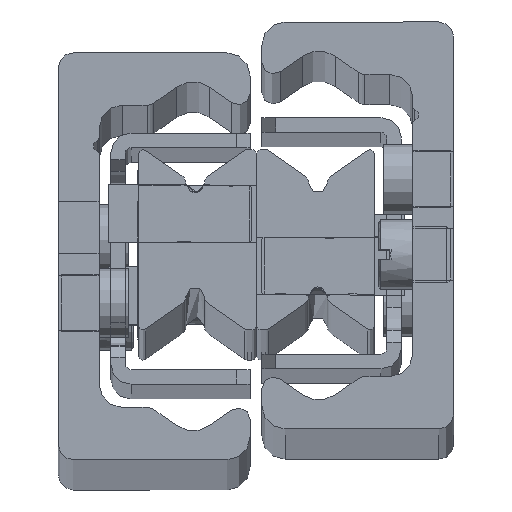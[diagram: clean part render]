
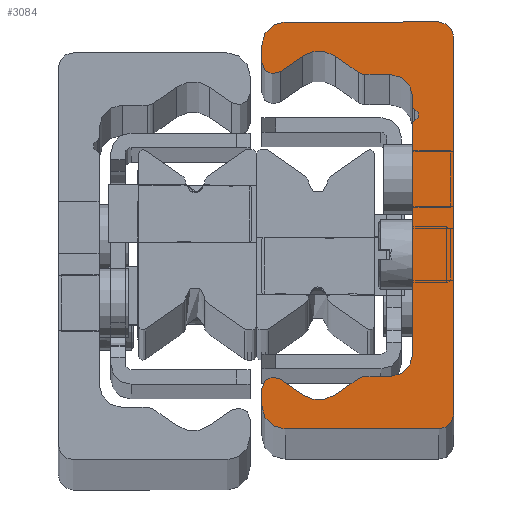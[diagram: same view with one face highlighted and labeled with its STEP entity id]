
A CAD part, top view. The second image highlights one B-rep face of the part: STEP entity #3084.
In plain terms, the highlighted face is planar.
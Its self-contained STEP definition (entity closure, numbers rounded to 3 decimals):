
#2029=CARTESIAN_POINT('',(-0.001,1.3,0.0));
#2030=VERTEX_POINT('',#2029);
#2037=CARTESIAN_POINT('',(1.299,0.,0.0));
#2038=VERTEX_POINT('',#2037);
#2039=CARTESIAN_POINT('',(1.299,1.3,0.0));
#2040=DIRECTION('',(0.0,0.0,1.0));
#2041=DIRECTION('',(-1.0,0.0,0.0));
#2042=AXIS2_PLACEMENT_3D('',#2039,#2040,#2041);
#2043=CIRCLE('',#2042,1.3);
#2044=EDGE_CURVE('',#2030,#2038,#2043,.T.);
#2068=CARTESIAN_POINT('',(-0.001,33.7,0.0));
#2069=VERTEX_POINT('',#2068);
#2076=CARTESIAN_POINT('',(-0.001,33.7,0.0));
#2077=DIRECTION('',(0.0,-1.0,0.0));
#2078=VECTOR('',#2077,32.4);
#2079=LINE('',#2076,#2078);
#2080=EDGE_CURVE('',#2069,#2030,#2079,.T.);
#2169=CARTESIAN_POINT('',(1.299,35.0,0.0));
#2170=VERTEX_POINT('',#2169);
#2177=CARTESIAN_POINT('',(1.299,33.7,0.0));
#2178=DIRECTION('',(0.0,0.0,1.0));
#2179=DIRECTION('',(0.0,1.0,0.0));
#2180=AXIS2_PLACEMENT_3D('',#2177,#2178,#2179);
#2181=CIRCLE('',#2180,1.3);
#2182=EDGE_CURVE('',#2170,#2069,#2181,.T.);
#2201=CARTESIAN_POINT('',(14.499,35.0,0.0));
#2202=VERTEX_POINT('',#2201);
#2209=CARTESIAN_POINT('',(14.499,35.0,0.0));
#2210=DIRECTION('',(-1.0,0.0,0.0));
#2211=VECTOR('',#2210,13.2);
#2212=LINE('',#2209,#2211);
#2213=EDGE_CURVE('',#2202,#2170,#2212,.T.);
#2233=CARTESIAN_POINT('',(16.499,33.0,0.0));
#2234=VERTEX_POINT('',#2233);
#2241=CARTESIAN_POINT('',(14.499,33.0,0.0));
#2242=DIRECTION('',(0.0,0.0,1.0));
#2243=DIRECTION('',(1.0,0.0,0.0));
#2244=AXIS2_PLACEMENT_3D('',#2241,#2242,#2243);
#2245=CIRCLE('',#2244,2.0);
#2246=EDGE_CURVE('',#2234,#2202,#2245,.T.);
#2265=CARTESIAN_POINT('',(16.499,31.542,0.0));
#2266=VERTEX_POINT('',#2265);
#2273=CARTESIAN_POINT('',(16.499,31.542,0.0));
#2274=DIRECTION('',(0.0,1.0,0.0));
#2275=VECTOR('',#2274,1.458);
#2276=LINE('',#2273,#2275);
#2277=EDGE_CURVE('',#2266,#2234,#2276,.T.);
#2297=CARTESIAN_POINT('',(14.926,30.723,0.0));
#2298=VERTEX_POINT('',#2297);
#2305=CARTESIAN_POINT('',(15.499,31.542,0.0));
#2306=DIRECTION('',(0.0,0.0,1.0));
#2307=DIRECTION('',(-0.574,-0.819,0.0));
#2308=AXIS2_PLACEMENT_3D('',#2305,#2306,#2307);
#2309=CIRCLE('',#2308,1.);
#2310=EDGE_CURVE('',#2298,#2266,#2309,.T.);
#2329=CARTESIAN_POINT('',(13.033,32.048,0.0));
#2330=VERTEX_POINT('',#2329);
#2337=CARTESIAN_POINT('',(13.033,32.048,0.0));
#2338=DIRECTION('',(0.819,-0.574,0.0));
#2339=VECTOR('',#2338,2.31);
#2340=LINE('',#2337,#2339);
#2341=EDGE_CURVE('',#2330,#2298,#2340,.T.);
#2361=CARTESIAN_POINT('',(10.165,32.048,0.0));
#2362=VERTEX_POINT('',#2361);
#2369=CARTESIAN_POINT('',(11.599,30.0,0.0));
#2370=DIRECTION('',(0.0,0.0,-1.));
#2371=DIRECTION('',(-0.574,-0.819,0.0));
#2372=AXIS2_PLACEMENT_3D('',#2369,#2370,#2371);
#2373=CIRCLE('',#2372,2.5);
#2374=EDGE_CURVE('',#2362,#2330,#2373,.T.);
#2393=CARTESIAN_POINT('',(8.213,30.681,0.0));
#2394=VERTEX_POINT('',#2393);
#2401=CARTESIAN_POINT('',(8.213,30.681,0.0));
#2402=DIRECTION('',(0.819,0.574,0.0));
#2403=VECTOR('',#2402,2.383);
#2404=LINE('',#2401,#2403);
#2405=EDGE_CURVE('',#2394,#2362,#2404,.T.);
#2425=CARTESIAN_POINT('',(7.64,30.5,0.0));
#2426=VERTEX_POINT('',#2425);
#2433=CARTESIAN_POINT('',(7.64,31.5,0.0));
#2434=DIRECTION('',(0.0,0.0,1.0));
#2435=DIRECTION('',(0.0,-1.0,0.0));
#2436=AXIS2_PLACEMENT_3D('',#2433,#2434,#2435);
#2437=CIRCLE('',#2436,1.);
#2438=EDGE_CURVE('',#2426,#2394,#2437,.T.);
#2457=CARTESIAN_POINT('',(5.499,30.5,0.0));
#2458=VERTEX_POINT('',#2457);
#2465=CARTESIAN_POINT('',(5.499,30.5,0.0));
#2466=DIRECTION('',(1.0,0.0,0.0));
#2467=VECTOR('',#2466,2.14);
#2468=LINE('',#2465,#2467);
#2469=EDGE_CURVE('',#2458,#2426,#2468,.T.);
#2489=CARTESIAN_POINT('',(3.499,28.5,0.0));
#2490=VERTEX_POINT('',#2489);
#2497=CARTESIAN_POINT('',(5.499,28.5,0.0));
#2498=DIRECTION('',(0.0,0.0,-1.0));
#2499=DIRECTION('',(0.0,-1.0,0.0));
#2500=AXIS2_PLACEMENT_3D('',#2497,#2498,#2499);
#2501=CIRCLE('',#2500,2.0);
#2502=EDGE_CURVE('',#2490,#2458,#2501,.T.);
#2521=CARTESIAN_POINT('',(3.499,27.671,0.0));
#2522=VERTEX_POINT('',#2521);
#2529=CARTESIAN_POINT('',(3.499,27.671,0.0));
#2530=DIRECTION('',(0.0,1.0,0.0));
#2531=VECTOR('',#2530,0.829);
#2532=LINE('',#2529,#2531);
#2533=EDGE_CURVE('',#2522,#2490,#2532,.T.);
#2553=CARTESIAN_POINT('',(3.357,27.479,0.0));
#2554=VERTEX_POINT('',#2553);
#2561=CARTESIAN_POINT('',(3.299,27.671,0.0));
#2562=DIRECTION('',(0.0,0.0,1.0));
#2563=DIRECTION('',(0.286,-0.958,0.0));
#2564=AXIS2_PLACEMENT_3D('',#2561,#2562,#2563);
#2565=CIRCLE('',#2564,0.2);
#2566=EDGE_CURVE('',#2554,#2522,#2565,.T.);
#2586=CARTESIAN_POINT('',(3.357,26.521,0.0));
#2587=VERTEX_POINT('',#2586);
#2594=CARTESIAN_POINT('',(3.499,27.0,0.0));
#2595=DIRECTION('',(0.0,0.0,-1.));
#2596=DIRECTION('',(0.286,-0.958,0.0));
#2597=AXIS2_PLACEMENT_3D('',#2594,#2595,#2596);
#2598=CIRCLE('',#2597,0.5);
#2599=EDGE_CURVE('',#2587,#2554,#2598,.T.);
#2619=CARTESIAN_POINT('',(3.499,26.329,0.0));
#2620=VERTEX_POINT('',#2619);
#2627=CARTESIAN_POINT('',(3.299,26.329,0.0));
#2628=DIRECTION('',(0.0,0.0,1.0));
#2629=DIRECTION('',(1.0,0.0,0.0));
#2630=AXIS2_PLACEMENT_3D('',#2627,#2628,#2629);
#2631=CIRCLE('',#2630,0.2);
#2632=EDGE_CURVE('',#2620,#2587,#2631,.T.);
#2651=CARTESIAN_POINT('',(3.499,6.5,0.0));
#2652=VERTEX_POINT('',#2651);
#2659=CARTESIAN_POINT('',(3.499,6.5,0.0));
#2660=DIRECTION('',(0.0,1.0,0.0));
#2661=VECTOR('',#2660,19.829);
#2662=LINE('',#2659,#2661);
#2663=EDGE_CURVE('',#2652,#2620,#2662,.T.);
#2752=CARTESIAN_POINT('',(5.499,4.5,0.0));
#2753=VERTEX_POINT('',#2752);
#2760=CARTESIAN_POINT('',(5.499,6.5,0.0));
#2761=DIRECTION('',(0.0,0.0,-1.0));
#2762=DIRECTION('',(1.0,0.0,0.0));
#2763=AXIS2_PLACEMENT_3D('',#2760,#2761,#2762);
#2764=CIRCLE('',#2763,2.0);
#2765=EDGE_CURVE('',#2753,#2652,#2764,.T.);
#2784=CARTESIAN_POINT('',(7.64,4.5,0.0));
#2785=VERTEX_POINT('',#2784);
#2792=CARTESIAN_POINT('',(7.64,4.5,0.0));
#2793=DIRECTION('',(-1.0,0.0,0.0));
#2794=VECTOR('',#2793,2.14);
#2795=LINE('',#2792,#2794);
#2796=EDGE_CURVE('',#2785,#2753,#2795,.T.);
#2816=CARTESIAN_POINT('',(8.213,4.319,0.0));
#2817=VERTEX_POINT('',#2816);
#2824=CARTESIAN_POINT('',(7.64,3.5,0.0));
#2825=DIRECTION('',(0.0,0.0,1.0));
#2826=DIRECTION('',(0.574,0.819,0.0));
#2827=AXIS2_PLACEMENT_3D('',#2824,#2825,#2826);
#2828=CIRCLE('',#2827,1.);
#2829=EDGE_CURVE('',#2817,#2785,#2828,.T.);
#2848=CARTESIAN_POINT('',(10.165,2.952,0.0));
#2849=VERTEX_POINT('',#2848);
#2856=CARTESIAN_POINT('',(10.165,2.952,0.0));
#2857=DIRECTION('',(-0.819,0.574,0.0));
#2858=VECTOR('',#2857,2.383);
#2859=LINE('',#2856,#2858);
#2860=EDGE_CURVE('',#2849,#2817,#2859,.T.);
#2880=CARTESIAN_POINT('',(13.033,2.952,0.0));
#2881=VERTEX_POINT('',#2880);
#2888=CARTESIAN_POINT('',(11.599,5.,0.0));
#2889=DIRECTION('',(0.0,0.0,-1.));
#2890=DIRECTION('',(0.574,0.819,0.0));
#2891=AXIS2_PLACEMENT_3D('',#2888,#2889,#2890);
#2892=CIRCLE('',#2891,2.5);
#2893=EDGE_CURVE('',#2881,#2849,#2892,.T.);
#2912=CARTESIAN_POINT('',(14.926,4.277,0.0));
#2913=VERTEX_POINT('',#2912);
#2920=CARTESIAN_POINT('',(14.926,4.277,0.0));
#2921=DIRECTION('',(-0.819,-0.574,0.0));
#2922=VECTOR('',#2921,2.31);
#2923=LINE('',#2920,#2922);
#2924=EDGE_CURVE('',#2913,#2881,#2923,.T.);
#2944=CARTESIAN_POINT('',(16.499,3.458,0.0));
#2945=VERTEX_POINT('',#2944);
#2952=CARTESIAN_POINT('',(15.499,3.458,0.0));
#2953=DIRECTION('',(0.0,0.0,1.0));
#2954=DIRECTION('',(1.0,0.0,0.0));
#2955=AXIS2_PLACEMENT_3D('',#2952,#2953,#2954);
#2956=CIRCLE('',#2955,1.);
#2957=EDGE_CURVE('',#2945,#2913,#2956,.T.);
#2976=CARTESIAN_POINT('',(16.499,2.,0.0));
#2977=VERTEX_POINT('',#2976);
#2984=CARTESIAN_POINT('',(16.499,2.,0.0));
#2985=DIRECTION('',(0.0,1.0,0.0));
#2986=VECTOR('',#2985,1.458);
#2987=LINE('',#2984,#2986);
#2988=EDGE_CURVE('',#2977,#2945,#2987,.T.);
#3008=CARTESIAN_POINT('',(14.499,0.,0.0));
#3009=VERTEX_POINT('',#3008);
#3016=CARTESIAN_POINT('',(14.499,2.,0.0));
#3017=DIRECTION('',(0.0,0.0,1.0));
#3018=DIRECTION('',(0.0,-1.0,0.0));
#3019=AXIS2_PLACEMENT_3D('',#3016,#3017,#3018);
#3020=CIRCLE('',#3019,2.0);
#3021=EDGE_CURVE('',#3009,#2977,#3020,.T.);
#3039=CARTESIAN_POINT('',(1.299,0.,0.0));
#3040=DIRECTION('',(1.0,0.0,0.0));
#3041=VECTOR('',#3040,13.2);
#3042=LINE('',#3039,#3041);
#3043=EDGE_CURVE('',#2038,#3009,#3042,.T.);
#3049=CARTESIAN_POINT('',(5.933,17.534,0.0));
#3050=DIRECTION('',(0.0,0.0,1.0));
#3051=DIRECTION('',(1.0,0.0,0.0));
#3052=AXIS2_PLACEMENT_3D('',#3049,#3050,#3051);
#3053=PLANE('',#3052);
#3054=ORIENTED_EDGE('',*,*,#3043,.F.);
#3055=ORIENTED_EDGE('',*,*,#2044,.F.);
#3056=ORIENTED_EDGE('',*,*,#2080,.F.);
#3057=ORIENTED_EDGE('',*,*,#2182,.F.);
#3058=ORIENTED_EDGE('',*,*,#2213,.F.);
#3059=ORIENTED_EDGE('',*,*,#2246,.F.);
#3060=ORIENTED_EDGE('',*,*,#2277,.F.);
#3061=ORIENTED_EDGE('',*,*,#2310,.F.);
#3062=ORIENTED_EDGE('',*,*,#2341,.F.);
#3063=ORIENTED_EDGE('',*,*,#2374,.F.);
#3064=ORIENTED_EDGE('',*,*,#2405,.F.);
#3065=ORIENTED_EDGE('',*,*,#2438,.F.);
#3066=ORIENTED_EDGE('',*,*,#2469,.F.);
#3067=ORIENTED_EDGE('',*,*,#2502,.F.);
#3068=ORIENTED_EDGE('',*,*,#2533,.F.);
#3069=ORIENTED_EDGE('',*,*,#2566,.F.);
#3070=ORIENTED_EDGE('',*,*,#2599,.F.);
#3071=ORIENTED_EDGE('',*,*,#2632,.F.);
#3072=ORIENTED_EDGE('',*,*,#2663,.F.);
#3073=ORIENTED_EDGE('',*,*,#2765,.F.);
#3074=ORIENTED_EDGE('',*,*,#2796,.F.);
#3075=ORIENTED_EDGE('',*,*,#2829,.F.);
#3076=ORIENTED_EDGE('',*,*,#2860,.F.);
#3077=ORIENTED_EDGE('',*,*,#2893,.F.);
#3078=ORIENTED_EDGE('',*,*,#2924,.F.);
#3079=ORIENTED_EDGE('',*,*,#2957,.F.);
#3080=ORIENTED_EDGE('',*,*,#2988,.F.);
#3081=ORIENTED_EDGE('',*,*,#3021,.F.);
#3082=EDGE_LOOP('',(#3054,#3055,#3056,#3057,#3058,#3059,#3060,#3061,#3062,#3063,#3064,#3065,#3066,#3067,#3068,#3069,#3070,#3071,#3072,#3073,#3074,#3075,#3076,#3077,#3078,#3079,#3080,#3081));
#3083=FACE_OUTER_BOUND('',#3082,.T.);
#3084=ADVANCED_FACE('',(#3083),#3053,.F.);
